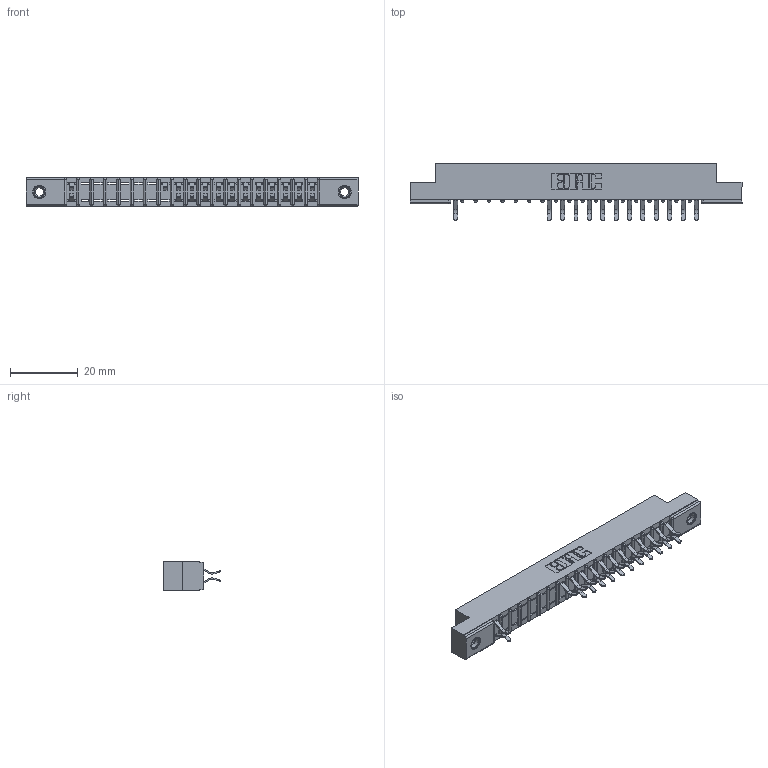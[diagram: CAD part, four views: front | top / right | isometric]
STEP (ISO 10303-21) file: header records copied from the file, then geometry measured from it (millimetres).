
FILE_DESCRIPTION (( 'STEP AP203' ), '1' );
FILE_NAME ('307-038-556-207.STEP', '2018-08-05T12:00:27', ( '' ), ( '' ), 'SwSTEP 2.0', 'SolidWorks 2016', '' );
FILE_SCHEMA (( 'CONFIG_CONTROL_DESIGN' ));
Length unit declared in the file: inch
Products named in the file (4): 307-290-001_556; 345-250-001_345-250-005-103; 307-038-556-207; 307 Part_.156 Dia Mounting Holes
Assembly tree (28 placements, depth 2):
  307-038-556-207
    307 Part_.156 Dia Mounting Holes
    307-290-001_556  x25
    345-250-001_345-250-005-103  x2
Bounding box: 98.3 x 16.97 x 8.71 mm (x, y, z)
Volume: 6243.7 mm3; surface area: 9890.6 mm2
Topology: 28 solids, 28 shells, 1578 faces, 4425 edges, 2854 vertices
Faces by surface type: plane 1005, cylinder 517, sphere 40, cone 12, torus 4
Entity records: 20605 total; most frequent: CARTESIAN_POINT 3417, ORIENTED_EDGE 3390, DIRECTION 3353, EDGE_CURVE 1695, LINE 1289, VECTOR 1289, VERTEX_POINT 1096, AXIS2_PLACEMENT_3D 1032
